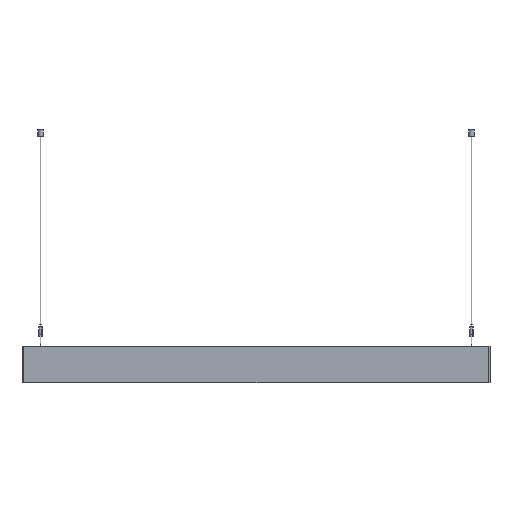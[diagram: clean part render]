
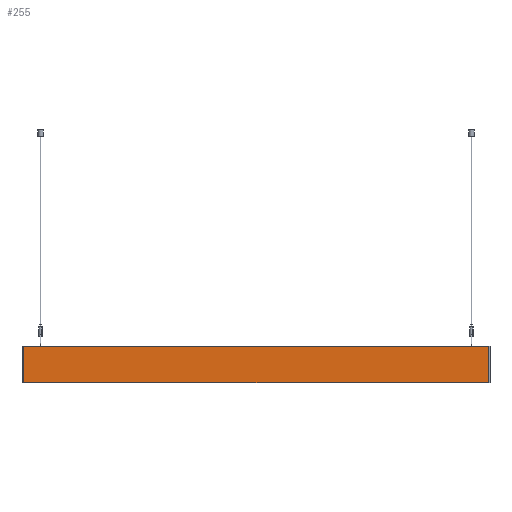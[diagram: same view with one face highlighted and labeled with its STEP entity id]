
A CAD part, front view. The second image highlights one B-rep face of the part: STEP entity #255.
In plain terms, the highlighted planar face has unit normal (0, -1, 0).
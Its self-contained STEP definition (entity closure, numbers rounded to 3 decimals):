
#165=PLANE('',#3106);
#255=ADVANCED_FACE('',(#484),#165,.F.);
#484=FACE_OUTER_BOUND('',#628,.T.);
#628=EDGE_LOOP('',(#1046,#1047,#1048,#1049,#1050,#1051));
#1046=ORIENTED_EDGE('',*,*,#2225,.T.);
#1047=ORIENTED_EDGE('',*,*,#2226,.T.);
#1048=ORIENTED_EDGE('',*,*,#2227,.T.);
#1049=ORIENTED_EDGE('',*,*,#2228,.F.);
#1050=ORIENTED_EDGE('',*,*,#2229,.F.);
#1051=ORIENTED_EDGE('',*,*,#2230,.F.);
#1926=VERTEX_POINT('',#4452);
#1927=VERTEX_POINT('',#4453);
#1928=VERTEX_POINT('',#4455);
#1929=VERTEX_POINT('',#4457);
#1930=VERTEX_POINT('',#4459);
#1931=VERTEX_POINT('',#4461);
#2225=EDGE_CURVE('',#1926,#1927,#2658,.T.);
#2226=EDGE_CURVE('',#1927,#1928,#2659,.T.);
#2227=EDGE_CURVE('',#1928,#1929,#2660,.T.);
#2228=EDGE_CURVE('',#1930,#1929,#2661,.T.);
#2229=EDGE_CURVE('',#1931,#1930,#2662,.T.);
#2230=EDGE_CURVE('',#1926,#1931,#2663,.T.);
#2658=LINE('',#4451,#2896);
#2659=LINE('',#4454,#2897);
#2660=LINE('',#4456,#2898);
#2661=LINE('',#4458,#2899);
#2662=LINE('',#4460,#2900);
#2663=LINE('',#4462,#2901);
#2896=VECTOR('',#3510,1.);
#2897=VECTOR('',#3511,1.);
#2898=VECTOR('',#3512,1.);
#2899=VECTOR('',#3513,1.);
#2900=VECTOR('',#3514,1.);
#2901=VECTOR('',#3515,1.);
#3106=AXIS2_PLACEMENT_3D('',#4463,#3516,#3517);
#3510=DIRECTION('',(-1.,0.,0.));
#3511=DIRECTION('',(0.,0.,-1.));
#3512=DIRECTION('',(0.,0.,-1.));
#3513=DIRECTION('',(-1.,0.,0.));
#3514=DIRECTION('',(0.,0.,-1.));
#3515=DIRECTION('',(0.,0.,-1.));
#3516=DIRECTION('',(0.,1.,0.));
#3517=DIRECTION('',(0.,0.,1.));
#4451=CARTESIAN_POINT('',(701.,-30.,0.034));
#4452=CARTESIAN_POINT('',(701.,-30.,0.034));
#4453=CARTESIAN_POINT('',(-701.,-30.,0.034));
#4454=CARTESIAN_POINT('',(-701.,-30.,-0.266));
#4455=CARTESIAN_POINT('',(-701.,-30.,0.));
#4456=CARTESIAN_POINT('',(-701.,-30.,-0.266));
#4457=CARTESIAN_POINT('',(-701.,-30.,-109.966));
#4458=CARTESIAN_POINT('',(701.,-30.,-109.966));
#4459=CARTESIAN_POINT('',(701.,-30.,-109.966));
#4460=CARTESIAN_POINT('',(701.,-30.,-0.266));
#4461=CARTESIAN_POINT('',(701.,-30.,0.));
#4462=CARTESIAN_POINT('',(701.,-30.,-0.266));
#4463=CARTESIAN_POINT('',(701.,-30.,-0.266));
